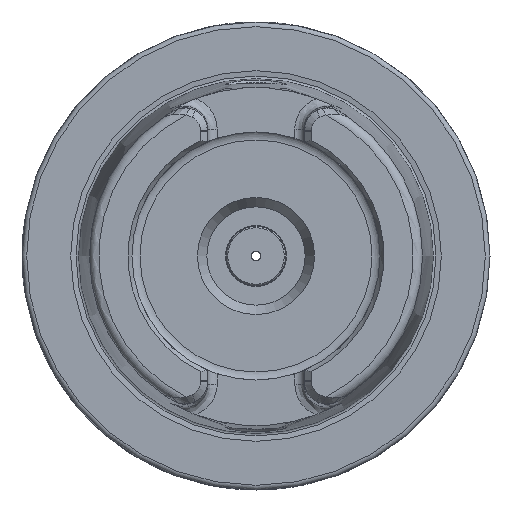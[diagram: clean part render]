
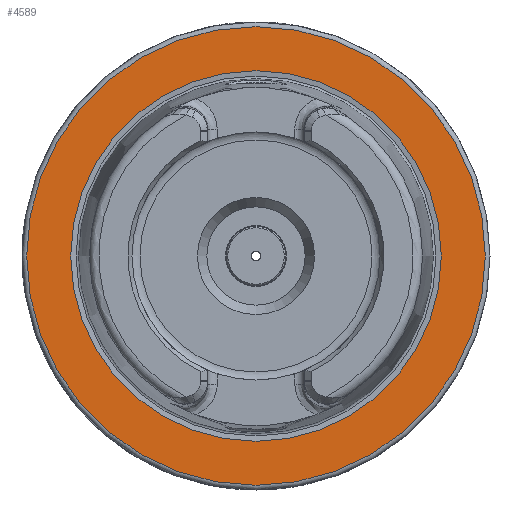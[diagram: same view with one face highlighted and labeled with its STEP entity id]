
A CAD part, left-side view. The second image highlights one B-rep face of the part: STEP entity #4589.
In plain terms, the highlighted planar face has unit normal (-1, 0, 0).
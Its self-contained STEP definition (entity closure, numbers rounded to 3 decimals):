
#366=FACE_BOUND('',#920,.T.);
#447=PLANE('',#4998);
#648=FACE_OUTER_BOUND('',#919,.T.);
#919=EDGE_LOOP('',(#3935,#3936));
#920=EDGE_LOOP('',(#3937,#3938));
#1651=CIRCLE('',#4996,39.587);
#1652=CIRCLE('',#4997,39.587);
#1653=CIRCLE('',#4999,49.);
#1654=CIRCLE('',#5000,49.);
#2104=VERTEX_POINT('',#10833);
#2105=VERTEX_POINT('',#10835);
#2106=VERTEX_POINT('',#10839);
#2107=VERTEX_POINT('',#10840);
#2745=EDGE_CURVE('',#2105,#2104,#1651,.T.);
#2746=EDGE_CURVE('',#2104,#2105,#1652,.T.);
#2747=EDGE_CURVE('',#2106,#2107,#1653,.T.);
#2748=EDGE_CURVE('',#2107,#2106,#1654,.T.);
#3935=ORIENTED_EDGE('',*,*,#2747,.F.);
#3936=ORIENTED_EDGE('',*,*,#2748,.F.);
#3937=ORIENTED_EDGE('',*,*,#2745,.T.);
#3938=ORIENTED_EDGE('',*,*,#2746,.T.);
#4589=ADVANCED_FACE('',(#648,#366),#447,.T.);
#4996=AXIS2_PLACEMENT_3D('',#10836,#5965,#5966);
#4997=AXIS2_PLACEMENT_3D('',#10837,#5967,#5968);
#4998=AXIS2_PLACEMENT_3D('',#10838,#5969,#5970);
#4999=AXIS2_PLACEMENT_3D('',#10841,#5971,#5972);
#5000=AXIS2_PLACEMENT_3D('',#10842,#5973,#5974);
#5965=DIRECTION('center_axis',(1.,0.,0.));
#5966=DIRECTION('ref_axis',(0.,0.,-1.));
#5967=DIRECTION('center_axis',(1.,0.,0.));
#5968=DIRECTION('ref_axis',(0.,0.,-1.));
#5969=DIRECTION('center_axis',(-1.,0.,0.));
#5970=DIRECTION('ref_axis',(0.,0.,1.));
#5971=DIRECTION('center_axis',(1.,0.,0.));
#5972=DIRECTION('ref_axis',(0.,0.,-1.));
#5973=DIRECTION('center_axis',(1.,0.,0.));
#5974=DIRECTION('ref_axis',(0.,0.,-1.));
#10833=CARTESIAN_POINT('',(0.,-39.587,0.));
#10835=CARTESIAN_POINT('',(0.,39.587,0.));
#10836=CARTESIAN_POINT('Origin',(0.,0.,0.));
#10837=CARTESIAN_POINT('Origin',(0.,0.,0.));
#10838=CARTESIAN_POINT('Origin',(0.,49.,
0.));
#10839=CARTESIAN_POINT('',(0.,49.,0.));
#10840=CARTESIAN_POINT('',(0.,0.,
49.));
#10841=CARTESIAN_POINT('Origin',(0.,0.,0.));
#10842=CARTESIAN_POINT('Origin',(0.,0.,0.));
